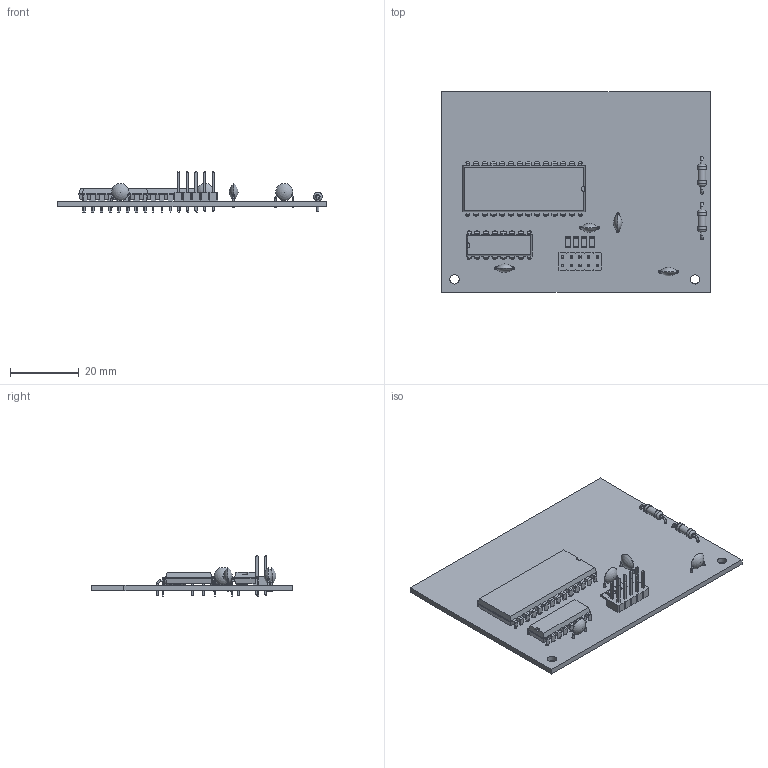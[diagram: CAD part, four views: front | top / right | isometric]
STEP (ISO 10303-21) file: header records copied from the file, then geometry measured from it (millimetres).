
FILE_DESCRIPTION(('KiCad electronic assembly'),'2;1');
FILE_NAME('open_game_module.step','2025-05-18T10:59:47',('Pcbnew'),( 'Kicad'),'Open CASCADE STEP processor 7.6','KiCad to STEP converter' ,'Unknown');
FILE_SCHEMA(('AUTOMOTIVE_DESIGN { 1 0 10303 214 1 1 1 1 }'));
Length unit declared in the file: millimetre
Products named in the file (14): open_game_module 1; PinHeader_2x05_P2.54mm_Vertical; PinHeader_2x05_P254mm_Vertical; C_Disc_D5.0mm_W2.5mm_P5.00mm; C_Disc_D50mm_W25mm_P500mm; R_1206_3216Metric; DIP-28_W15.24mm; DIP-16_W7.62mm; R_Axial_DIN0207_L6.3mm_D2.5mm_P10.16mm_Horizontal; R_Axial_DIN0207_L63mm_D25mm_P1016mm_Horizontal; open_game_module_PCB
Assembly tree (20 placements, depth 3):
  open_game_module 1
    PinHeader_2x05_P2.54mm_Vertical
      PinHeader_2x05_P254mm_Vertical
    C_Disc_D5.0mm_W2.5mm_P5.00mm  x4
      C_Disc_D50mm_W25mm_P500mm
    R_1206_3216Metric  x4
      R_1206_3216Metric
    DIP-28_W15.24mm
      DIP-28_W15.24mm
    DIP-16_W7.62mm
      DIP-16_W7.62mm
    R_Axial_DIN0207_L6.3mm_D2.5mm_P10.16mm_Horizontal  x2
      R_Axial_DIN0207_L63mm_D25mm_P1016mm_Horizontal
    open_game_module_PCB
Bounding box: 78.28 x 58.38 x 11.84 mm (x, y, z)
Volume: 9565.2 mm3; surface area: 12884 mm2
Topology: 14 solids, 14 shells, 1240 faces, 3252 edges, 2060 vertices
Faces by surface type: plane 928, cylinder 220, bspline 68, revolution 8, sphere 8, torus 8
Full cylindrical faces by diameter (mm): 0.5 x16, 0.6 x8, 0.8 x56, 1 x10, 2.25 x2, 2.5 x4, 2.7 x2
Entity records: 42318 total; most frequent: CARTESIAN_POINT 6985, ORIENTED_EDGE 5888, DIRECTION 5407, EDGE_CURVE 2944, LINE 2531, VECTOR 2531, VERTEX_POINT 1867, AXIS2_PLACEMENT_3D 1437
